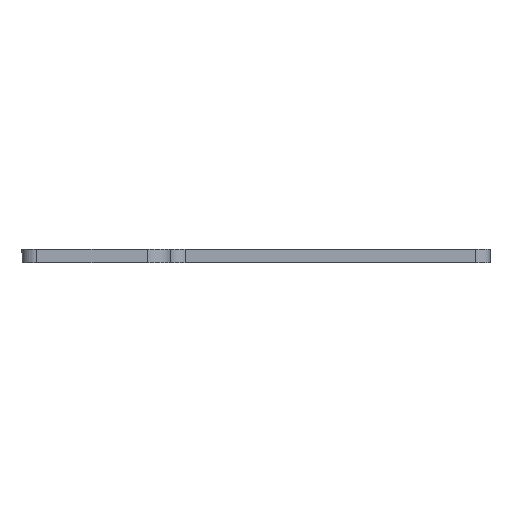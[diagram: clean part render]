
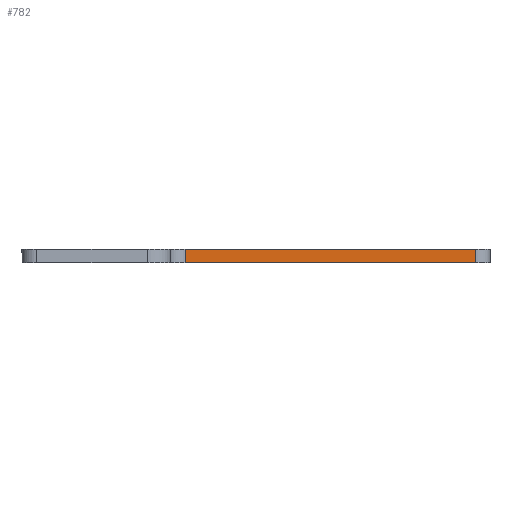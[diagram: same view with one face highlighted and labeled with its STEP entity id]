
A CAD part, left-side view. The second image highlights one B-rep face of the part: STEP entity #782.
In plain terms, the highlighted planar face has unit normal (-1, 0, 0).
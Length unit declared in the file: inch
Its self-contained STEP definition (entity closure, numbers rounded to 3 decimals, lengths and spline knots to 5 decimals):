
#49=PLANE('',#882);
#86=FACE_OUTER_BOUND('',#132,.T.);
#132=EDGE_LOOP('',(#621,#622,#623,#624));
#202=LINE('',#1304,#262);
#203=LINE('',#1307,#263);
#204=LINE('',#1309,#264);
#205=LINE('',#1310,#265);
#262=VECTOR('',#1078,0.3937);
#263=VECTOR('',#1081,0.3937);
#264=VECTOR('',#1082,0.3937);
#265=VECTOR('',#1083,0.3937);
#383=VERTEX_POINT('',#1300);
#384=VERTEX_POINT('',#1302);
#385=VERTEX_POINT('',#1306);
#386=VERTEX_POINT('',#1308);
#480=EDGE_CURVE('',#383,#384,#202,.T.);
#481=EDGE_CURVE('',#385,#383,#203,.T.);
#482=EDGE_CURVE('',#386,#384,#204,.T.);
#483=EDGE_CURVE('',#385,#386,#205,.T.);
#621=ORIENTED_EDGE('',*,*,#481,.T.);
#622=ORIENTED_EDGE('',*,*,#480,.T.);
#623=ORIENTED_EDGE('',*,*,#482,.F.);
#624=ORIENTED_EDGE('',*,*,#483,.F.);
#782=ADVANCED_FACE('',(#86),#49,.T.);
#882=AXIS2_PLACEMENT_3D('',#1305,#1079,#1080);
#1078=DIRECTION('',(0.,0.,1.));
#1079=DIRECTION('center_axis',(-1.,0.,0.));
#1080=DIRECTION('ref_axis',(0.,-1.,0.));
#1081=DIRECTION('',(0.,-1.,0.));
#1082=DIRECTION('',(0.,-1.,0.));
#1083=DIRECTION('',(0.,0.,1.));
#1300=CARTESIAN_POINT('',(-1.67589,-4.50109,0.));
#1302=CARTESIAN_POINT('',(-1.67589,-4.50109,0.11811));
#1304=CARTESIAN_POINT('',(-1.67589,-4.50109,0.));
#1305=CARTESIAN_POINT('Origin',(-1.67589,-2.0196,0.));
#1306=CARTESIAN_POINT('',(-1.67589,-2.0196,0.));
#1307=CARTESIAN_POINT('',(-1.67589,-2.0196,0.));
#1308=CARTESIAN_POINT('',(-1.67589,-2.0196,0.11811));
#1309=CARTESIAN_POINT('',(-1.67589,-2.0196,0.11811));
#1310=CARTESIAN_POINT('',(-1.67589,-2.0196,0.));
